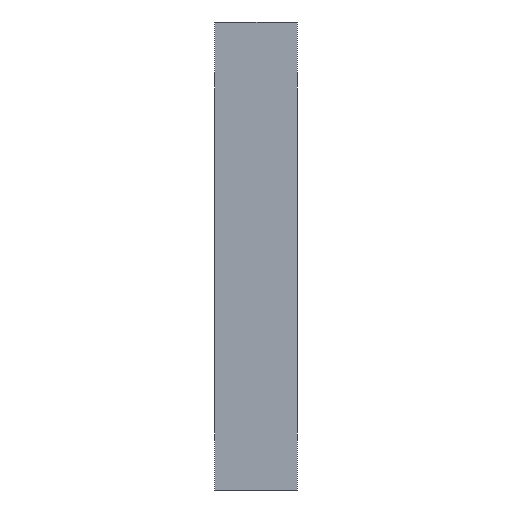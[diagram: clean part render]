
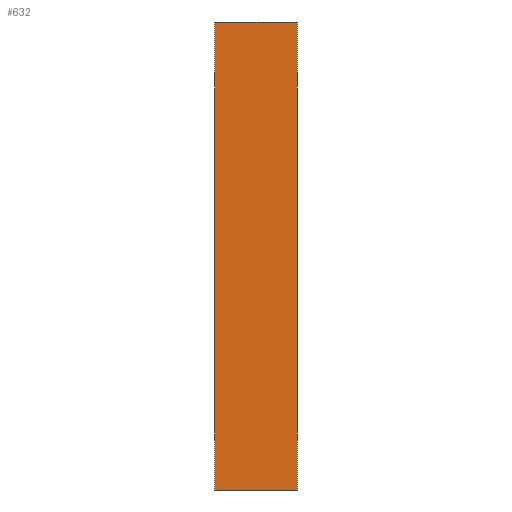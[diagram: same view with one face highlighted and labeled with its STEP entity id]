
A CAD part, left-side view. The second image highlights one B-rep face of the part: STEP entity #632.
In plain terms, the highlighted planar face has unit normal (-1, 0, 0).
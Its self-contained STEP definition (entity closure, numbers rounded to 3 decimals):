
#7 = CARTESIAN_POINT ( 'NONE',  ( 0., 3., 0. ) ) ;
#13 = VECTOR ( 'NONE', #668, 1000. ) ;
#76 = ORIENTED_EDGE ( 'NONE', *, *, #732, .F. ) ;
#146 = VERTEX_POINT ( 'NONE', #207 ) ;
#150 = ORIENTED_EDGE ( 'NONE', *, *, #261, .T. ) ;
#163 = DIRECTION ( 'NONE',  ( 0., -1., 0. ) ) ;
#192 = LINE ( 'NONE', #7, #372 ) ;
#203 = CARTESIAN_POINT ( 'NONE',  ( 0., 0., 0. ) ) ;
#207 = CARTESIAN_POINT ( 'NONE',  ( 0., 3., -17. ) ) ;
#261 = EDGE_CURVE ( 'NONE', #500, #945, #646, .T. ) ;
#275 = AXIS2_PLACEMENT_3D ( 'NONE', #862, #756, #761 ) ;
#349 = CARTESIAN_POINT ( 'NONE',  ( 0., 3., -17. ) ) ;
#372 = VECTOR ( 'NONE', #163, 1000. ) ;
#379 = EDGE_CURVE ( 'NONE', #146, #500, #414, .T. ) ;
#394 = CARTESIAN_POINT ( 'NONE',  ( 0., 0., -17. ) ) ;
#414 = LINE ( 'NONE', #349, #964 ) ;
#500 = VERTEX_POINT ( 'NONE', #394 ) ;
#564 = VECTOR ( 'NONE', #771, 1000. ) ;
#600 = VERTEX_POINT ( 'NONE', #614 ) ;
#602 = PLANE ( 'NONE',  #275 ) ;
#614 = CARTESIAN_POINT ( 'NONE',  ( 0., 3., 0. ) ) ;
#632 = ADVANCED_FACE ( 'NONE', ( #844 ), #602, .F. ) ;
#646 = LINE ( 'NONE', #203, #13 ) ;
#668 = DIRECTION ( 'NONE',  ( 0., 0., 1. ) ) ;
#698 = ORIENTED_EDGE ( 'NONE', *, *, #950, .F. ) ;
#706 = CARTESIAN_POINT ( 'NONE',  ( 0., 3., 0. ) ) ;
#710 = CARTESIAN_POINT ( 'NONE',  ( 0., 0., 0. ) ) ;
#732 = EDGE_CURVE ( 'NONE', #600, #945, #192, .T. ) ;
#756 = DIRECTION ( 'NONE',  ( 1., 0., 0. ) ) ;
#761 = DIRECTION ( 'NONE',  ( 0., 0., -1. ) ) ;
#771 = DIRECTION ( 'NONE',  ( 0., 0., 1. ) ) ;
#840 = EDGE_LOOP ( 'NONE', ( #150, #76, #698, #857 ) ) ;
#844 = FACE_OUTER_BOUND ( 'NONE', #840, .T. ) ;
#857 = ORIENTED_EDGE ( 'NONE', *, *, #379, .T. ) ;
#862 = CARTESIAN_POINT ( 'NONE',  ( 0., 3., 0. ) ) ;
#929 = LINE ( 'NONE', #706, #564 ) ;
#945 = VERTEX_POINT ( 'NONE', #710 ) ;
#950 = EDGE_CURVE ( 'NONE', #146, #600, #929, .T. ) ;
#964 = VECTOR ( 'NONE', #983, 1000. ) ;
#983 = DIRECTION ( 'NONE',  ( 0., -1., 0. ) ) ;
